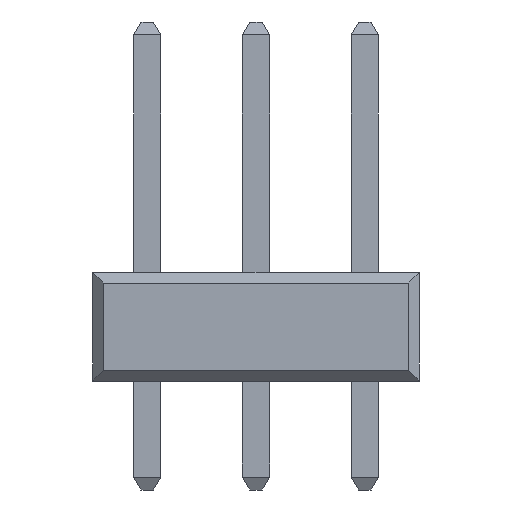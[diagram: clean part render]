
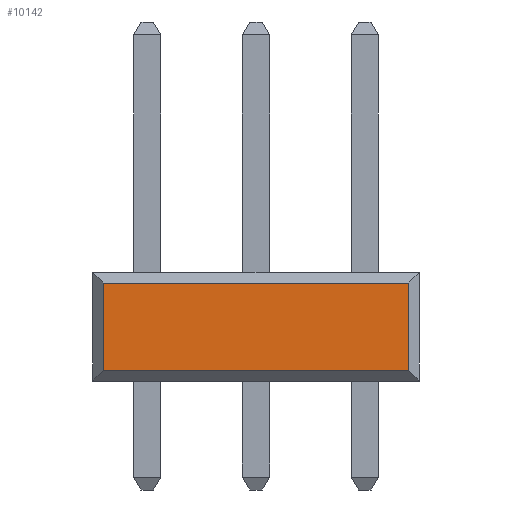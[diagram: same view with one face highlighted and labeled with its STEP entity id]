
A CAD part, left-side view. The second image highlights one B-rep face of the part: STEP entity #10142.
In plain terms, the highlighted planar face has unit normal (-1, 0, 0).
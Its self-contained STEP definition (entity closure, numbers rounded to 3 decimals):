
#180 = ORIENTED_EDGE ( 'NONE', *, *, #14862, .T. ) ;
#466 = VERTEX_POINT ( 'NONE', #2385 ) ;
#541 = DIRECTION ( 'NONE',  ( 1., 0., 0. ) ) ;
#614 = VERTEX_POINT ( 'NONE', #7575 ) ;
#776 = VECTOR ( 'NONE', #5663, 1000. ) ;
#2308 = EDGE_CURVE ( 'NONE', #614, #466, #18613, .T. ) ;
#2385 = CARTESIAN_POINT ( 'NONE',  ( -8.89, 3.56, 0.25 ) ) ;
#3491 = PLANE ( 'NONE',  #3965 ) ;
#3965 = AXIS2_PLACEMENT_3D ( 'NONE', #15381, #541, #18279 ) ;
#4208 = CARTESIAN_POINT ( 'NONE',  ( -8.89, -3.56, 0.25 ) ) ;
#4916 = LINE ( 'NONE', #4208, #776 ) ;
#5663 = DIRECTION ( 'NONE',  ( 0., -1., 0. ) ) ;
#7010 = EDGE_CURVE ( 'NONE', #466, #13552, #4916, .T. ) ;
#7170 = VECTOR ( 'NONE', #16889, 1000. ) ;
#7575 = CARTESIAN_POINT ( 'NONE',  ( -8.89, 3.56, 2.29 ) ) ;
#7643 = LINE ( 'NONE', #9743, #18443 ) ;
#8039 = ORIENTED_EDGE ( 'NONE', *, *, #8622, .F. ) ;
#8622 = EDGE_CURVE ( 'NONE', #9001, #13552, #7643, .T. ) ;
#9001 = VERTEX_POINT ( 'NONE', #15067 ) ;
#9076 = FACE_OUTER_BOUND ( 'NONE', #15824, .T. ) ;
#9687 = LINE ( 'NONE', #13584, #7170 ) ;
#9743 = CARTESIAN_POINT ( 'NONE',  ( -8.89, -3.56, 2.54 ) ) ;
#10072 = VECTOR ( 'NONE', #16132, 1000. ) ;
#10142 = ADVANCED_FACE ( 'NONE', ( #9076 ), #3491, .F. ) ;
#11388 = ORIENTED_EDGE ( 'NONE', *, *, #2308, .T. ) ;
#13169 = ORIENTED_EDGE ( 'NONE', *, *, #7010, .T. ) ;
#13412 = CARTESIAN_POINT ( 'NONE',  ( -8.89, -3.56, 0.25 ) ) ;
#13552 = VERTEX_POINT ( 'NONE', #13412 ) ;
#13584 = CARTESIAN_POINT ( 'NONE',  ( -8.89, 3.56, 2.29 ) ) ;
#14862 = EDGE_CURVE ( 'NONE', #9001, #614, #9687, .T. ) ;
#15067 = CARTESIAN_POINT ( 'NONE',  ( -8.89, -3.56, 2.29 ) ) ;
#15381 = CARTESIAN_POINT ( 'NONE',  ( -8.89, -3.56, 2.54 ) ) ;
#15685 = DIRECTION ( 'NONE',  ( 0., 0., -1. ) ) ;
#15824 = EDGE_LOOP ( 'NONE', ( #11388, #13169, #8039, #180 ) ) ;
#16132 = DIRECTION ( 'NONE',  ( 0., 0., -1. ) ) ;
#16889 = DIRECTION ( 'NONE',  ( 0., 1., 0. ) ) ;
#17523 = CARTESIAN_POINT ( 'NONE',  ( -8.89, 3.56, 2.54 ) ) ;
#18279 = DIRECTION ( 'NONE',  ( 0., 1., 0. ) ) ;
#18443 = VECTOR ( 'NONE', #15685, 1000. ) ;
#18613 = LINE ( 'NONE', #17523, #10072 ) ;
